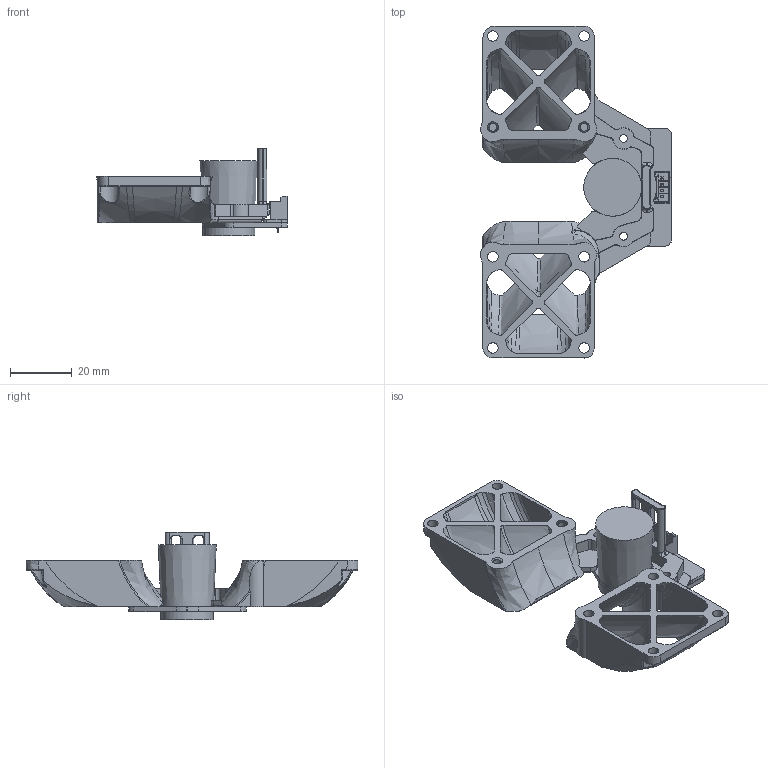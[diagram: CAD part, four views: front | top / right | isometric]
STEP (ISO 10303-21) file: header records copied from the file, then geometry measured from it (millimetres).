
FILE_DESCRIPTION(/* description */ (''),/* implementation_level */ '2;1');
FILE_NAME(/* name */ 'Takeoff SLM Duct v2.step',/* time_stamp */ '2024-05-21T20:53:48-04:00',/* author */ (''),/* organization */ (''),/* preprocessor_version */ 'ST-DEVELOPER v20',/* originating_system */ 'Autodesk Translation Framework v13.14.0.145',/* authorisation */ '');
FILE_SCHEMA (('AUTOMOTIVE_DESIGN { 1 0 10303 214 3 1 1 }'));
Length unit declared in the file: millimetre
Products named in the file (8): Takeoff SLM Duct; Beacon_RevH_Assm_Normal; BeaconG_LP; Optimal Spacing; PCB; ELECTRONICS ZONE; Top Keep Out ZONE; 353620450
Assembly tree (7 placements, depth 4):
  Takeoff SLM Duct
    Beacon_RevH_Assm_Normal
      BeaconG_LP
        Optimal Spacing
        PCB
        ELECTRONICS ZONE
        Top Keep Out ZONE
      353620450
Bounding box: 61.75 x 107.4 x 28.31 mm (x, y, z)
Volume: 22974 mm3; surface area: 22419.6 mm2
Topology: 6 solids, 6 shells, 586 faces, 1782 edges, 1215 vertices
Faces by surface type: plane 249, bspline 185, cylinder 110, torus 34, cone 8
Full cylindrical faces by diameter (mm): 2.529 x4, 3.4 x8, 6.2 x2, 17.003 x1
Entity records: 35739 total; most frequent: CARTESIAN_POINT 20968, ORIENTED_EDGE 3562, DIRECTION 2247, EDGE_CURVE 1781, VERTEX_POINT 1215, LINE 761, VECTOR 761, AXIS2_PLACEMENT_3D 743
